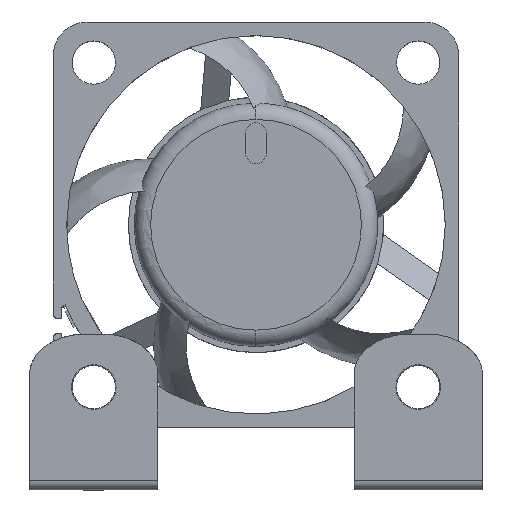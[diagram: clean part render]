
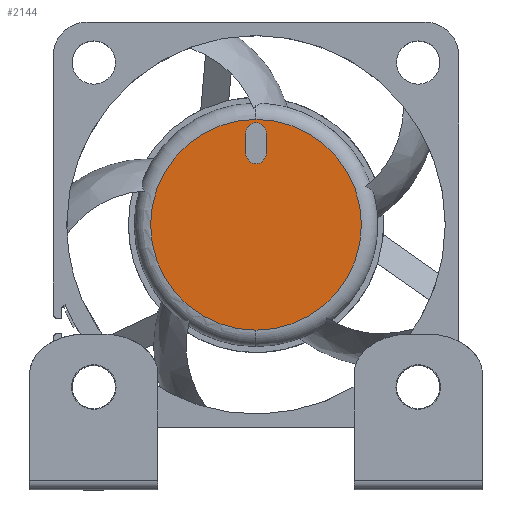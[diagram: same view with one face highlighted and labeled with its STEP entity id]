
A CAD part, top view. The second image highlights one B-rep face of the part: STEP entity #2144.
In plain terms, the highlighted planar face has unit normal (0, 0, 1).
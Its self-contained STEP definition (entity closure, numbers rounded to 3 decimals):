
#5 = ORIENTED_EDGE ( 'NONE', *, *, #9397, .F. ) ;
#53 = EDGE_CURVE ( 'NONE', #1793, #7734, #813, .T. ) ;
#470 = FACE_OUTER_BOUND ( 'NONE', #5434, .T. ) ;
#786 = DIRECTION ( 'NONE',  ( 0., 1., 0. ) ) ;
#813 = CIRCLE ( 'NONE', #1146, 7.793 ) ;
#848 = CARTESIAN_POINT ( 'NONE',  ( -0.754, 5.279, 0.302 ) ) ;
#949 = CARTESIAN_POINT ( 'NONE',  ( 0.754, 5.279, 0.302 ) ) ;
#1069 = CARTESIAN_POINT ( 'NONE',  ( 0., 5.279, 0.302 ) ) ;
#1146 = AXIS2_PLACEMENT_3D ( 'NONE', #1509, #8442, #6916 ) ;
#1168 = DIRECTION ( 'NONE',  ( 0., -1., 0. ) ) ;
#1231 = EDGE_CURVE ( 'NONE', #6368, #3932, #1969, .T. ) ;
#1309 = FACE_BOUND ( 'NONE', #5611, .T. ) ;
#1420 = EDGE_CURVE ( 'NONE', #1971, #9270, #2739, .T. ) ;
#1486 = DIRECTION ( 'NONE',  ( 0., 0., -1. ) ) ;
#1494 = DIRECTION ( 'NONE',  ( 0., 1., 0. ) ) ;
#1509 = CARTESIAN_POINT ( 'NONE',  ( 0., 0., 0.302 ) ) ;
#1605 = ORIENTED_EDGE ( 'NONE', *, *, #7179, .F. ) ;
#1793 = VERTEX_POINT ( 'NONE', #5141 ) ;
#1919 = CARTESIAN_POINT ( 'NONE',  ( -0.754, 6.788, 0.302 ) ) ;
#1969 = CIRCLE ( 'NONE', #5920, 0.754 ) ;
#1971 = VERTEX_POINT ( 'NONE', #3389 ) ;
#1999 = ORIENTED_EDGE ( 'NONE', *, *, #1420, .F. ) ;
#2144 = ADVANCED_FACE ( 'NONE', ( #470, #1309 ), #3490, .F. ) ;
#2558 = AXIS2_PLACEMENT_3D ( 'NONE', #5359, #4378, #1494 ) ;
#2712 = DIRECTION ( 'NONE',  ( 0., -1., 0. ) ) ;
#2739 = CIRCLE ( 'NONE', #8752, 0.754 ) ;
#2797 = AXIS2_PLACEMENT_3D ( 'NONE', #6526, #9555, #7962 ) ;
#2807 = CARTESIAN_POINT ( 'NONE',  ( 0., 6.788, 0.302 ) ) ;
#2814 = DIRECTION ( 'NONE',  ( 0., 1., 0. ) ) ;
#2948 = DIRECTION ( 'NONE',  ( 0., 1., 0. ) ) ;
#3389 = CARTESIAN_POINT ( 'NONE',  ( 0.754, 6.788, 0.302 ) ) ;
#3458 = LINE ( 'NONE', #1919, #7053 ) ;
#3490 = PLANE ( 'NONE',  #2797 ) ;
#3932 = VERTEX_POINT ( 'NONE', #949 ) ;
#4126 = CARTESIAN_POINT ( 'NONE',  ( -0.754, 6.788, 0.302 ) ) ;
#4378 = DIRECTION ( 'NONE',  ( 0., 0., 1. ) ) ;
#4397 = LINE ( 'NONE', #8913, #4841 ) ;
#4419 = CARTESIAN_POINT ( 'NONE',  ( 0., 0., 0.302 ) ) ;
#4841 = VECTOR ( 'NONE', #2814, 1000. ) ;
#5141 = CARTESIAN_POINT ( 'NONE',  ( 0., -7.793, 0.302 ) ) ;
#5359 = CARTESIAN_POINT ( 'NONE',  ( 0., 6.788, 0.302 ) ) ;
#5434 = EDGE_LOOP ( 'NONE', ( #8114, #7613 ) ) ;
#5567 = CIRCLE ( 'NONE', #2558, 0.754 ) ;
#5611 = EDGE_LOOP ( 'NONE', ( #5, #1605, #1999, #6555, #6641 ) ) ;
#5735 = CIRCLE ( 'NONE', #9554, 7.793 ) ;
#5920 = AXIS2_PLACEMENT_3D ( 'NONE', #1069, #8598, #1168 ) ;
#6150 = CARTESIAN_POINT ( 'NONE',  ( 0., 7.793, 0.302 ) ) ;
#6368 = VERTEX_POINT ( 'NONE', #848 ) ;
#6526 = CARTESIAN_POINT ( 'NONE',  ( 0., 0., 0.302 ) ) ;
#6555 = ORIENTED_EDGE ( 'NONE', *, *, #9431, .F. ) ;
#6641 = ORIENTED_EDGE ( 'NONE', *, *, #1231, .F. ) ;
#6916 = DIRECTION ( 'NONE',  ( 0., -1., 0. ) ) ;
#7022 = CARTESIAN_POINT ( 'NONE',  ( 0., 7.542, 0.302 ) ) ;
#7053 = VECTOR ( 'NONE', #2712, 1000. ) ;
#7179 = EDGE_CURVE ( 'NONE', #9270, #7404, #5567, .T. ) ;
#7404 = VERTEX_POINT ( 'NONE', #4126 ) ;
#7495 = EDGE_CURVE ( 'NONE', #7734, #1793, #5735, .T. ) ;
#7613 = ORIENTED_EDGE ( 'NONE', *, *, #53, .F. ) ;
#7734 = VERTEX_POINT ( 'NONE', #6150 ) ;
#7962 = DIRECTION ( 'NONE',  ( 0., -1., 0. ) ) ;
#8114 = ORIENTED_EDGE ( 'NONE', *, *, #7495, .F. ) ;
#8442 = DIRECTION ( 'NONE',  ( 0., 0., -1. ) ) ;
#8598 = DIRECTION ( 'NONE',  ( 0., 0., 1. ) ) ;
#8752 = AXIS2_PLACEMENT_3D ( 'NONE', #2807, #8862, #2948 ) ;
#8862 = DIRECTION ( 'NONE',  ( 0., 0., 1. ) ) ;
#8913 = CARTESIAN_POINT ( 'NONE',  ( 0.754, 5.279, 0.302 ) ) ;
#9270 = VERTEX_POINT ( 'NONE', #7022 ) ;
#9397 = EDGE_CURVE ( 'NONE', #7404, #6368, #3458, .T. ) ;
#9431 = EDGE_CURVE ( 'NONE', #3932, #1971, #4397, .T. ) ;
#9554 = AXIS2_PLACEMENT_3D ( 'NONE', #4419, #1486, #786 ) ;
#9555 = DIRECTION ( 'NONE',  ( 0., 0., -1. ) ) ;
